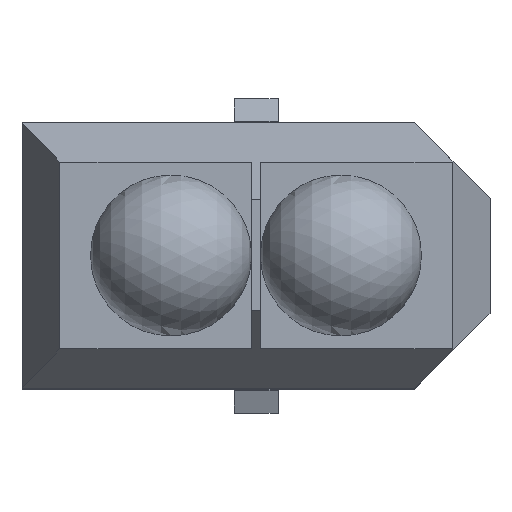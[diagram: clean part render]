
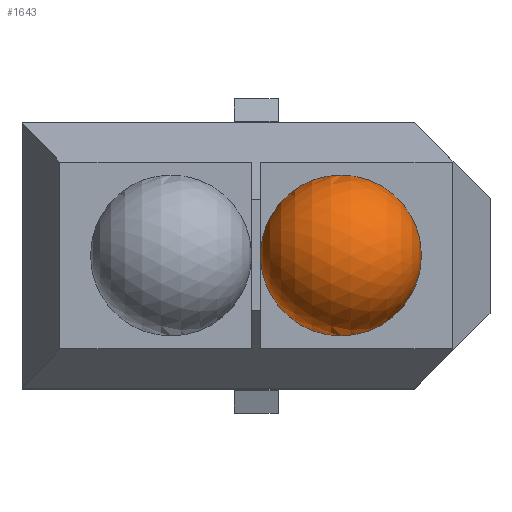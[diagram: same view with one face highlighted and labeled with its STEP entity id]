
A CAD part, top view. The second image highlights one B-rep face of the part: STEP entity #1643.
In plain terms, the highlighted spherical face has radius 1.75 mm.
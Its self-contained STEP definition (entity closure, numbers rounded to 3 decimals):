
#21=SPHERICAL_SURFACE('',#1718,1.75);
#26=CIRCLE('',#1677,1.75);
#266=ORIENTED_EDGE('',*,*,#404,.T.);
#404=EDGE_CURVE('',#569,#569,#26,.T.);
#569=VERTEX_POINT('',#2131);
#1000=EDGE_LOOP('',(#266));
#1068=FACE_BOUND('',#1000,.T.);
#1643=ADVANCED_FACE('',(#1068),#21,.T.);
#1677=AXIS2_PLACEMENT_3D('',#2130,#1793,#1794);
#1718=AXIS2_PLACEMENT_3D('',#2302,#1957,#1958);
#1793=DIRECTION('',(0.,0.,1.));
#1794=DIRECTION('',(1.,0.,0.));
#1957=DIRECTION('',(1.,0.,0.));
#1958=DIRECTION('',(0.,1.,0.));
#2130=CARTESIAN_POINT('',(6.943,2.9,4.5));
#2131=CARTESIAN_POINT('',(5.193,2.9,4.5));
#2302=CARTESIAN_POINT('',(6.943,2.9,4.5));
